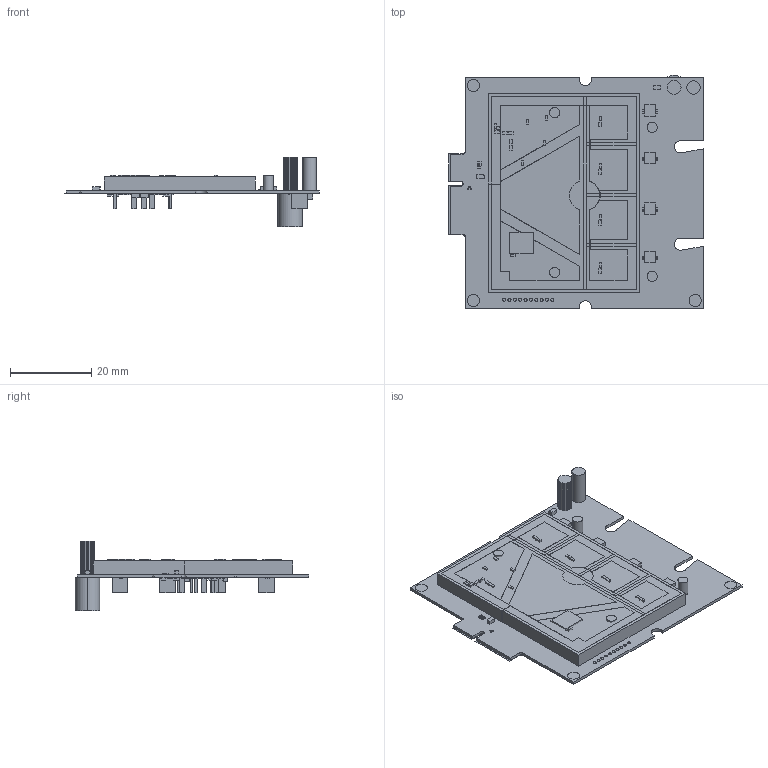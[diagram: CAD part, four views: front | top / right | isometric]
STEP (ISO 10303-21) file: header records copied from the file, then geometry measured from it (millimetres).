
FILE_DESCRIPTION(/* description */ ('PCB Design'),/* implementation_level */ '2;1');
FILE_NAME(/* name */ 'DR9074_5G_V03',/* time_stamp */ '2022-06-16T22:42:04+08:00',/* author */ ('lenovo'),/* organization */ (''),/* preprocessor_version */ 'ST-DEVELOPER v16',/* originating_system */ 'allegro_17.2P028',/* authorisation */ '');
FILE_SCHEMA (('AUTOMOTIVE_DESIGN { 1 0 10303 214 3 1 1 }'));
Length unit declared in the file: millimetre
Products named in the file (36): DR9074_5G_V03; BOARD_OUTLINE; COMPONENTS; SO8N; HOLE_M_2R5D2R0; 4PSM2012; MP2145GD; 2P0201R; MMCX_SMT; 4PSM85X69N; 2PSM87X71R; 10PSM76X60N; 234PGA476X440B256; SH50_YD378_P1P55; 3PSM43X28N; 6PSM67X51F197V5; 5PSO120X70G; 75PEDGS197V1; 2P0402RV2; 1PCY135X135P; 1PCY130X130P; 3SCOXSV1; 3PSM67X35NV1; 1PTP20S; 2P0201RV4_RF; 1PTP30S; 1PTP12S; 2P0402RV1; 2PSM87X71NV4; 3PSOT118X55G; 2P0201R_RF; 2P0603R; 2P0402R; 2P0603RV1; 25PSM201X122N197V1; FID2_QC_BRD
Assembly tree (547 placements, depth 3):
  DR9074_5G_V03
    BOARD_OUTLINE
    COMPONENTS
      SO8N
      HOLE_M_2R5D2R0  x4
      4PSM2012  x4
      MP2145GD
      2P0201R  x3
      MMCX_SMT  x4
      4PSM85X69N
      2PSM87X71R
      10PSM76X60N
      234PGA476X440B256
      SH50_YD378_P1P55
      3PSM43X28N
      6PSM67X51F197V5  x2
      5PSO120X70G  x3
      75PEDGS197V1
      2P0402RV2
      1PCY135X135P
      1PCY130X130P
      3SCOXSV1  x4
      3PSM67X35NV1  x8
      1PTP20S
      2P0201RV4_RF
      1PTP30S  x10
      1PTP12S  x23
      2P0402RV1  x13
      2PSM87X71NV4  x2
      3PSOT118X55G  x3
      2P0201R_RF  x386
      2P0603R  x16
      2P0402R  x29
      2P0603RV1  x7
      25PSM201X122N197V1  x4
      FID2_QC_BRD  x6
Bounding box: 62.77 x 57.52 x 17.24 mm (x, y, z)
Surface area: 16629.6 mm2 (no closed solid volume)
Topology: 0 solids, 555 shells, 6626 faces, 17103 edges, 11032 vertices
Faces by surface type: plane 6518, cylinder 108
Entity records: 16563 total; most frequent: DIRECTION 2318, ORIENTED_EDGE 1908, AXIS2_PLACEMENT_3D 1558, CARTESIAN_POINT 1358, EDGE_CURVE 997, VECTOR 937, LINE 937, VERTEX_POINT 722
